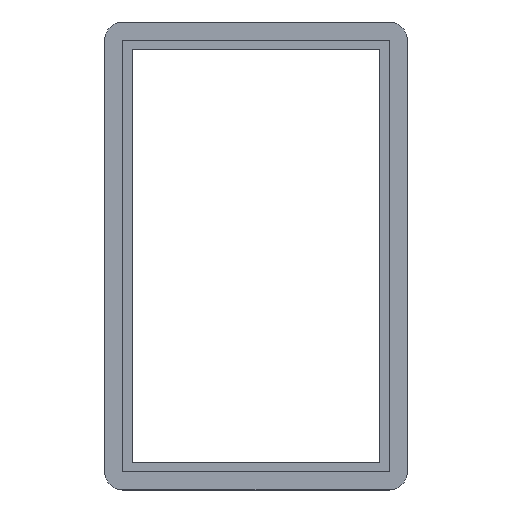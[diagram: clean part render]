
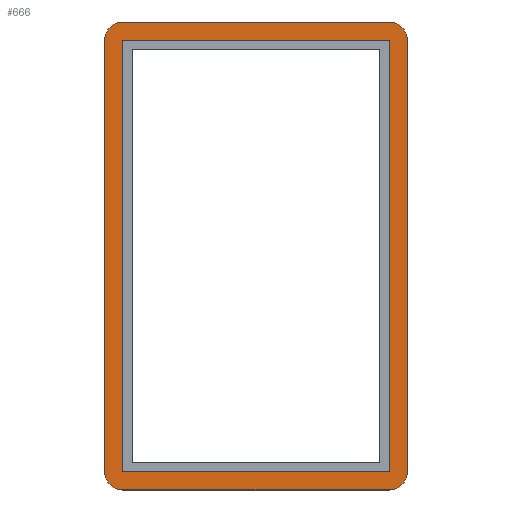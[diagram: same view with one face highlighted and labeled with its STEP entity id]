
A CAD part, top view. The second image highlights one B-rep face of the part: STEP entity #666.
In plain terms, the highlighted planar face has unit normal (0, 0, 1).
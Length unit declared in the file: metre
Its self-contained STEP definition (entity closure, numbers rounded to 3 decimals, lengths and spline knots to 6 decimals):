
#32=CIRCLE('',#717,0.004);
#34=CIRCLE('',#721,0.004);
#36=CIRCLE('',#725,0.004);
#38=CIRCLE('',#729,0.004);
#112=ORIENTED_EDGE('',*,*,#268,.T.);
#113=ORIENTED_EDGE('',*,*,#290,.F.);
#114=ORIENTED_EDGE('',*,*,#287,.T.);
#115=ORIENTED_EDGE('',*,*,#284,.T.);
#116=ORIENTED_EDGE('',*,*,#281,.T.);
#117=ORIENTED_EDGE('',*,*,#278,.T.);
#118=ORIENTED_EDGE('',*,*,#275,.T.);
#119=ORIENTED_EDGE('',*,*,#272,.F.);
#120=ORIENTED_EDGE('',*,*,#243,.T.);
#121=ORIENTED_EDGE('',*,*,#251,.T.);
#122=ORIENTED_EDGE('',*,*,#248,.F.);
#123=ORIENTED_EDGE('',*,*,#245,.F.);
#243=EDGE_CURVE('',#337,#339,#403,.T.);
#245=EDGE_CURVE('',#337,#341,#405,.T.);
#248=EDGE_CURVE('',#341,#343,#408,.T.);
#251=EDGE_CURVE('',#339,#343,#411,.T.);
#268=EDGE_CURVE('',#360,#361,#32,.T.);
#272=EDGE_CURVE('',#360,#364,#422,.T.);
#275=EDGE_CURVE('',#366,#364,#34,.T.);
#278=EDGE_CURVE('',#368,#366,#426,.T.);
#281=EDGE_CURVE('',#370,#368,#36,.T.);
#284=EDGE_CURVE('',#372,#370,#430,.T.);
#287=EDGE_CURVE('',#374,#372,#38,.T.);
#290=EDGE_CURVE('',#374,#361,#434,.T.);
#337=VERTEX_POINT('',#964);
#339=VERTEX_POINT('',#968);
#341=VERTEX_POINT('',#974);
#343=VERTEX_POINT('',#980);
#360=VERTEX_POINT('',#1020);
#361=VERTEX_POINT('',#1021);
#364=VERTEX_POINT('',#1029);
#366=VERTEX_POINT('',#1035);
#368=VERTEX_POINT('',#1041);
#370=VERTEX_POINT('',#1047);
#372=VERTEX_POINT('',#1053);
#374=VERTEX_POINT('',#1059);
#403=LINE('',#969,#475);
#405=LINE('',#973,#477);
#408=LINE('',#979,#480);
#411=LINE('',#984,#483);
#422=LINE('',#1028,#494);
#426=LINE('',#1040,#498);
#430=LINE('',#1052,#502);
#434=LINE('',#1064,#506);
#475=VECTOR('',#771,1.);
#477=VECTOR('',#775,1.);
#480=VECTOR('',#780,1.);
#483=VECTOR('',#785,1.);
#494=VECTOR('',#822,1.);
#498=VECTOR('',#834,1.);
#502=VECTOR('',#846,1.);
#506=VECTOR('',#858,1.);
#558=EDGE_LOOP('',(#112,#113,#114,#115,#116,#117,#118,#119));
#559=EDGE_LOOP('',(#120,#121,#122,#123));
#600=FACE_BOUND('',#558,.T.);
#601=FACE_BOUND('',#559,.T.);
#637=PLANE('',#732);
#666=ADVANCED_FACE('',(#600,#601),#637,.F.);
#717=AXIS2_PLACEMENT_3D('',#1019,#814,#815);
#721=AXIS2_PLACEMENT_3D('',#1034,#827,#828);
#725=AXIS2_PLACEMENT_3D('',#1046,#839,#840);
#729=AXIS2_PLACEMENT_3D('',#1058,#851,#852);
#732=AXIS2_PLACEMENT_3D('',#1066,#860,#861);
#771=DIRECTION('',(1.,0.,0.));
#775=DIRECTION('',(0.,-1.,0.));
#780=DIRECTION('',(1.,0.,0.));
#785=DIRECTION('',(0.,-1.,0.));
#814=DIRECTION('',(0.,0.,1.));
#815=DIRECTION('',(1.,0.,0.));
#822=DIRECTION('',(0.,-1.,0.));
#827=DIRECTION('',(0.,0.,1.));
#828=DIRECTION('',(1.,0.,0.));
#834=DIRECTION('',(1.,0.,0.));
#839=DIRECTION('',(0.,0.,1.));
#840=DIRECTION('',(1.,0.,0.));
#846=DIRECTION('',(0.,-1.,0.));
#851=DIRECTION('',(0.,0.,1.));
#852=DIRECTION('',(1.,0.,0.));
#858=DIRECTION('',(1.,0.,0.));
#860=DIRECTION('',(0.,0.,-1.));
#861=DIRECTION('',(1.,0.,0.));
#964=CARTESIAN_POINT('',(-0.029,0.047,0.04));
#968=CARTESIAN_POINT('',(0.029,0.047,0.04));
#969=CARTESIAN_POINT('',(0.,0.047,0.04));
#973=CARTESIAN_POINT('',(-0.029,0.,0.04));
#974=CARTESIAN_POINT('',(-0.029,-0.047,0.04));
#979=CARTESIAN_POINT('',(0.,-0.047,0.04));
#980=CARTESIAN_POINT('',(0.029,-0.047,0.04));
#984=CARTESIAN_POINT('',(0.029,0.,0.04));
#1019=CARTESIAN_POINT('',(0.029,0.047,0.04));
#1020=CARTESIAN_POINT('',(0.033,0.047,0.04));
#1021=CARTESIAN_POINT('',(0.029,0.051,0.04));
#1028=CARTESIAN_POINT('',(0.033,0.,0.04));
#1029=CARTESIAN_POINT('',(0.033,-0.047,0.04));
#1034=CARTESIAN_POINT('',(0.029,-0.047,0.04));
#1035=CARTESIAN_POINT('',(0.029,-0.051,0.04));
#1040=CARTESIAN_POINT('',(0.,-0.051,0.04));
#1041=CARTESIAN_POINT('',(-0.029,-0.051,0.04));
#1046=CARTESIAN_POINT('',(-0.029,-0.047,0.04));
#1047=CARTESIAN_POINT('',(-0.033,-0.047,0.04));
#1052=CARTESIAN_POINT('',(-0.033,0.,0.04));
#1053=CARTESIAN_POINT('',(-0.033,0.047,0.04));
#1058=CARTESIAN_POINT('',(-0.029,0.047,0.04));
#1059=CARTESIAN_POINT('',(-0.029,0.051,0.04));
#1064=CARTESIAN_POINT('',(0.,0.051,0.04));
#1066=CARTESIAN_POINT('',(0.,0.,0.04));
